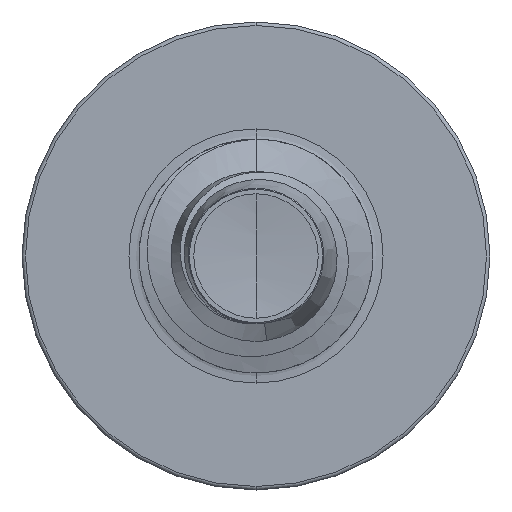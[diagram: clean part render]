
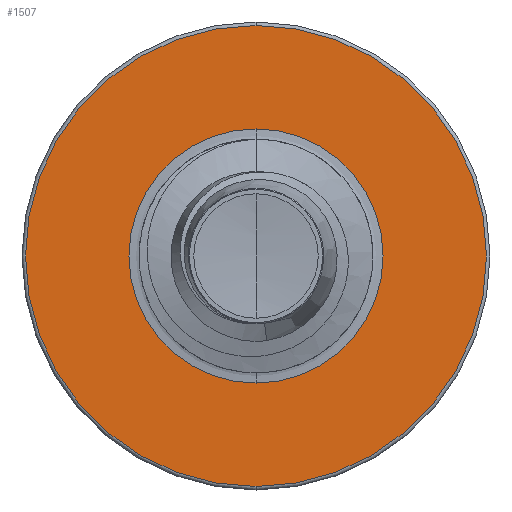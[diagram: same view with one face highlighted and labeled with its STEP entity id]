
A CAD part, front view. The second image highlights one B-rep face of the part: STEP entity #1507.
In plain terms, the highlighted planar face has unit normal (0, -1, 0).
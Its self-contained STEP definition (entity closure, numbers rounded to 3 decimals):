
#159 = DIRECTION ( 'NONE',  ( 0., 0., 1. ) ) ;
#181 = DIRECTION ( 'NONE',  ( 0., 1., 0. ) ) ;
#201 = CARTESIAN_POINT ( 'NONE',  ( 0., 3.5, 0. ) ) ;
#1182 = EDGE_CURVE ( 'NONE', #11671, #11515, #4137, .T. ) ;
#1210 = AXIS2_PLACEMENT_3D ( 'NONE', #6640, #6863, #11417 ) ;
#1500 = VERTEX_POINT ( 'NONE', #12078 ) ;
#1507 = ADVANCED_FACE ( 'NONE', ( #1724, #12417 ), #12060, .F. ) ;
#1724 = FACE_OUTER_BOUND ( 'NONE', #12898, .T. ) ;
#2310 = EDGE_LOOP ( 'NONE', ( #11058, #11106 ) ) ;
#3123 = DIRECTION ( 'NONE',  ( 0., 0., 1. ) ) ;
#3146 = DIRECTION ( 'NONE',  ( 0., 1., 0. ) ) ;
#3170 = CARTESIAN_POINT ( 'NONE',  ( 0., 3.5, 0. ) ) ;
#3278 = AXIS2_PLACEMENT_3D ( 'NONE', #201, #181, #159 ) ;
#3469 = DIRECTION ( 'NONE',  ( 0., 0., 1. ) ) ;
#3508 = DIRECTION ( 'NONE',  ( 0., 1., 0. ) ) ;
#3529 = CARTESIAN_POINT ( 'NONE',  ( 0., 3.5, 0. ) ) ;
#3543 = ORIENTED_EDGE ( 'NONE', *, *, #11326, .F. ) ;
#4137 = CIRCLE ( 'NONE', #1210, 1.97 ) ;
#4144 = AXIS2_PLACEMENT_3D ( 'NONE', #3170, #3146, #3123 ) ;
#6640 = CARTESIAN_POINT ( 'NONE',  ( 0., 3.5, 0. ) ) ;
#6863 = DIRECTION ( 'NONE',  ( 0., 1., 0. ) ) ;
#8173 = CIRCLE ( 'NONE', #3278, 1.97 ) ;
#8926 = CARTESIAN_POINT ( 'NONE',  ( 0., 3.5, 1.086 ) ) ;
#10566 = AXIS2_PLACEMENT_3D ( 'NONE', #12309, #12045, #12034 ) ;
#11058 = ORIENTED_EDGE ( 'NONE', *, *, #12506, .T. ) ;
#11090 = ORIENTED_EDGE ( 'NONE', *, *, #1182, .F. ) ;
#11106 = ORIENTED_EDGE ( 'NONE', *, *, #13023, .T. ) ;
#11326 = EDGE_CURVE ( 'NONE', #11515, #11671, #8173, .T. ) ;
#11417 = DIRECTION ( 'NONE',  ( 0., 0., 1. ) ) ;
#11515 = VERTEX_POINT ( 'NONE', #12126 ) ;
#11671 = VERTEX_POINT ( 'NONE', #11912 ) ;
#11912 = CARTESIAN_POINT ( 'NONE',  ( 0., 3.5, -1.97 ) ) ;
#12034 = DIRECTION ( 'NONE',  ( 0., 0., 1. ) ) ;
#12045 = DIRECTION ( 'NONE',  ( 0., 1., 0. ) ) ;
#12060 = PLANE ( 'NONE',  #10566 ) ;
#12075 = AXIS2_PLACEMENT_3D ( 'NONE', #3529, #3508, #3469 ) ;
#12078 = CARTESIAN_POINT ( 'NONE',  ( 0., 3.5, -1.086 ) ) ;
#12126 = CARTESIAN_POINT ( 'NONE',  ( 0., 3.5, 1.97 ) ) ;
#12294 = CIRCLE ( 'NONE', #12075, 1.086 ) ;
#12309 = CARTESIAN_POINT ( 'NONE',  ( 0., 3.5, -1.086 ) ) ;
#12417 = FACE_BOUND ( 'NONE', #2310, .T. ) ;
#12506 = EDGE_CURVE ( 'NONE', #12885, #1500, #12294, .T. ) ;
#12521 = CIRCLE ( 'NONE', #4144, 1.086 ) ;
#12885 = VERTEX_POINT ( 'NONE', #8926 ) ;
#12898 = EDGE_LOOP ( 'NONE', ( #3543, #11090 ) ) ;
#13023 = EDGE_CURVE ( 'NONE', #1500, #12885, #12521, .T. ) ;
